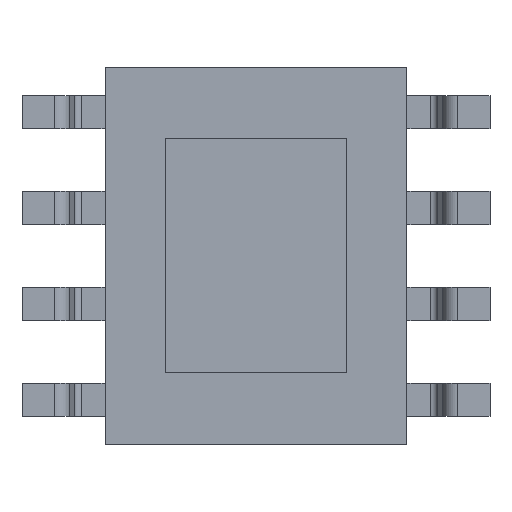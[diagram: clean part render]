
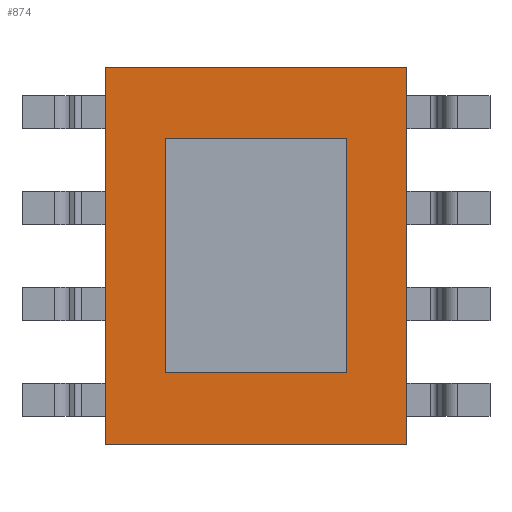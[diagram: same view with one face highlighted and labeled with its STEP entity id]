
A CAD part, front view. The second image highlights one B-rep face of the part: STEP entity #874.
In plain terms, the highlighted planar face has unit normal (0, -1, 0).
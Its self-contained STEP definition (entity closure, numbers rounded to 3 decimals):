
#25 = LINE ( 'NONE', #62, #316 ) ;
#62 = CARTESIAN_POINT ( 'NONE',  ( -2., 0.1, 2.5 ) ) ;
#75 = DIRECTION ( 'NONE',  ( 1., 0., 0. ) ) ;
#276 = DIRECTION ( 'NONE',  ( -1., 0., 0. ) ) ;
#278 = CARTESIAN_POINT ( 'NONE',  ( -2., 0.1, -2.5 ) ) ;
#282 = LINE ( 'NONE', #278, #372 ) ;
#316 = VECTOR ( 'NONE', #75, 1000. ) ;
#360 = AXIS2_PLACEMENT_3D ( 'NONE', #817, #797, #781 ) ;
#371 = VECTOR ( 'NONE', #1003, 1000. ) ;
#372 = VECTOR ( 'NONE', #276, 1000. ) ;
#375 = VECTOR ( 'NONE', #990, 1000. ) ;
#381 = FACE_OUTER_BOUND ( 'NONE', #1211, .T. ) ;
#491 = CARTESIAN_POINT ( 'NONE',  ( -2., 0.1, 2.5 ) ) ;
#498 = CARTESIAN_POINT ( 'NONE',  ( -2., 0.1, -2.5 ) ) ;
#500 = CARTESIAN_POINT ( 'NONE',  ( 2., 0.1, -2.5 ) ) ;
#741 = CARTESIAN_POINT ( 'NONE',  ( 2., 0.1, 2.5 ) ) ;
#781 = DIRECTION ( 'NONE',  ( 0., 0., -1. ) ) ;
#797 = DIRECTION ( 'NONE',  ( 0., -1., 0. ) ) ;
#811 = PLANE ( 'NONE',  #360 ) ;
#817 = CARTESIAN_POINT ( 'NONE',  ( 2., 0.1, -2.5 ) ) ;
#847 = EDGE_CURVE ( 'NONE', #1263, #1281, #1021, .T. ) ;
#849 = EDGE_CURVE ( 'NONE', #1278, #1283, #1018, .T. ) ;
#867 = EDGE_CURVE ( 'NONE', #1281, #1278, #282, .T. ) ;
#874 = ADVANCED_FACE ( 'NONE', ( #381 ), #811, .T. ) ;
#951 = EDGE_CURVE ( 'NONE', #1283, #1263, #25, .T. ) ;
#990 = DIRECTION ( 'NONE',  ( 0., 0., 1. ) ) ;
#996 = CARTESIAN_POINT ( 'NONE',  ( 2., 0.1, 2.5 ) ) ;
#1003 = DIRECTION ( 'NONE',  ( 0., 0., -1. ) ) ;
#1010 = CARTESIAN_POINT ( 'NONE',  ( -2., 0.1, 2.5 ) ) ;
#1018 = LINE ( 'NONE', #1010, #375 ) ;
#1021 = LINE ( 'NONE', #996, #371 ) ;
#1143 = ORIENTED_EDGE ( 'NONE', *, *, #847, .F. ) ;
#1157 = ORIENTED_EDGE ( 'NONE', *, *, #849, .F. ) ;
#1159 = ORIENTED_EDGE ( 'NONE', *, *, #867, .F. ) ;
#1211 = EDGE_LOOP ( 'NONE', ( #1143, #1226, #1157, #1159 ) ) ;
#1226 = ORIENTED_EDGE ( 'NONE', *, *, #951, .F. ) ;
#1263 = VERTEX_POINT ( 'NONE', #741 ) ;
#1278 = VERTEX_POINT ( 'NONE', #498 ) ;
#1281 = VERTEX_POINT ( 'NONE', #500 ) ;
#1283 = VERTEX_POINT ( 'NONE', #491 ) ;
